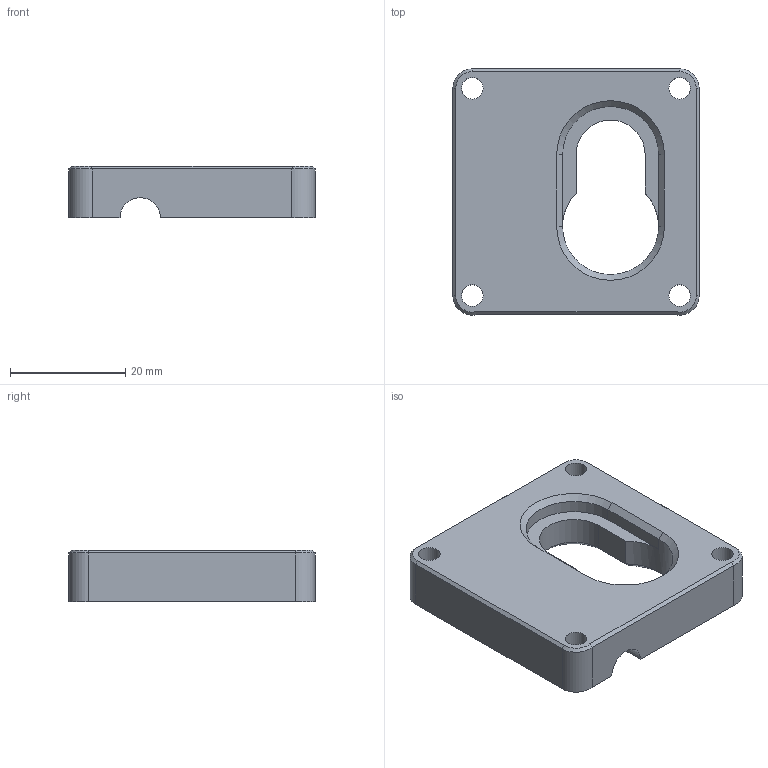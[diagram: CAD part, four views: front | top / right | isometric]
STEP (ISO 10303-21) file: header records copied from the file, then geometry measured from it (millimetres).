
FILE_DESCRIPTION(/* description */ (''),/* implementation_level */ '2;1');
FILE_NAME(/* name */ 'P-MOUNTING-ULTIM-LAYER 1.step',/* time_stamp */ '2016-07-22T13:17:24+01:00',/* author */ (''),/* organization */ (''),/* preprocessor_version */ 'ST-DEVELOPER v16.5',/* originating_system */ 'Autodesk Translation Framework v5.1.0.2740',/* authorisation */ '');
FILE_SCHEMA (('AUTOMOTIVE_DESIGN { 1 0 10303 214 3 1 1 }'));
Length unit declared in the file: centimetre
Products named in the file (1): Layer 1 - 3mm v6
Bounding box: 42.75 x 42.75 x 9 mm (x, y, z)
Volume: 10069.4 mm3; surface area: 5685.4 mm2
Topology: 1 solids, 1 shells, 48 faces, 125 edges, 78 vertices
Faces by surface type: plane 25, cylinder 15, cone 8
Full cylindrical faces by diameter (mm): 3.75 x4
Entity records: 1537 total; most frequent: CARTESIAN_POINT 263, DIRECTION 259, ORIENTED_EDGE 242, EDGE_CURVE 121, AXIS2_PLACEMENT_3D 92, VERTEX_POINT 78, LINE 75, VECTOR 75
